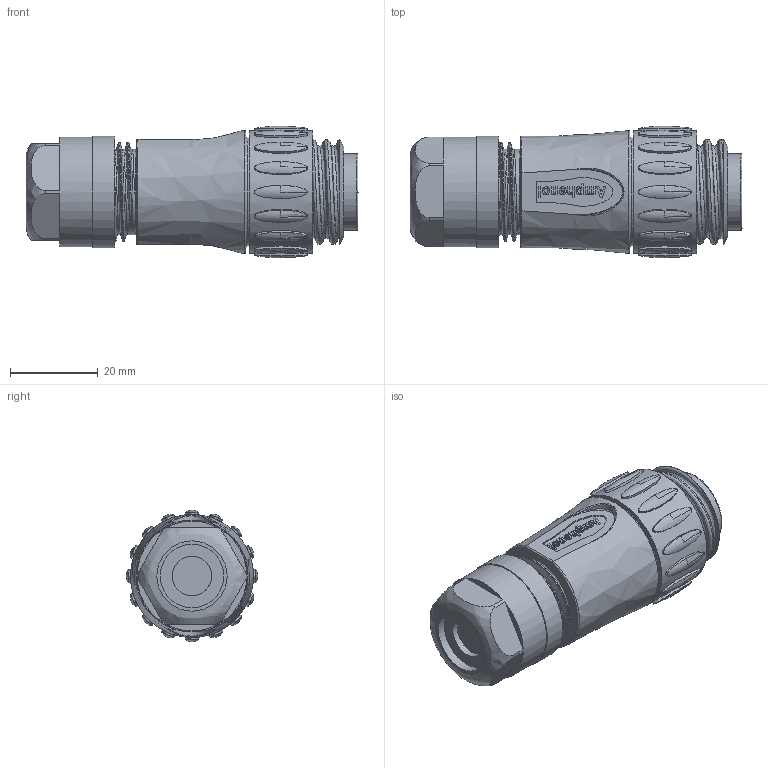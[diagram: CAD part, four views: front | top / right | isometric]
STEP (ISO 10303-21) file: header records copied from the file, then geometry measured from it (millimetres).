
FILE_DESCRIPTION(/* description */ (''),/* implementation_level */ '2;1');
FILE_NAME(/* name */ 'c016 30h006 xxx 1xnxc001-02.stp',/* time_stamp */ '2019-07-08T09:53:40+02:00',/* author */ (''),/* organization */ (''),/* preprocessor_version */ 'ST-DEVELOPER v16.7',/* originating_system */ 'SIEMENS PLM Software NX 12.0',/* authorisation */ '');
FILE_SCHEMA (('AUTOMOTIVE_DESIGN { 1 0 10303 214 3 1 1 1 }'));
Length unit declared in the file: millimetre
Products named in the file (1): c016 30h006 xxx 1xnxc001-02
Bounding box: 75.6 x 30 x 30 mm (x, y, z)
Volume: 34596.1 mm3; surface area: 9840.5 mm2
Topology: 1 solids, 16 shells, 955 faces, 2426 edges, 1555 vertices
Faces by surface type: plane 606, cylinder 187, bspline 104, cone 38, extrusion 20
Full cylindrical faces by diameter (mm): 0.288 x1, 1.5 x7, 2.85 x7, 9 x1, 13.7 x1, 14.5 x1, 17.4 x1, 19.4 x1, 23 x1, 24 x1, 24.5 x1, 25 x1, 25.5 x1, 28 x1
Entity records: 37202 total; most frequent: CARTESIAN_POINT 15269, ORIENTED_EDGE 4592, DIRECTION 4130, EDGE_CURVE 2296, VECTOR 1540, VERTEX_POINT 1535, LINE 1520, AXIS2_PLACEMENT_3D 1295
